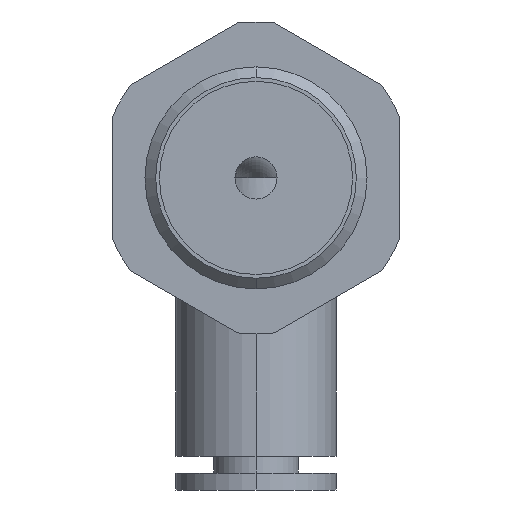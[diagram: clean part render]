
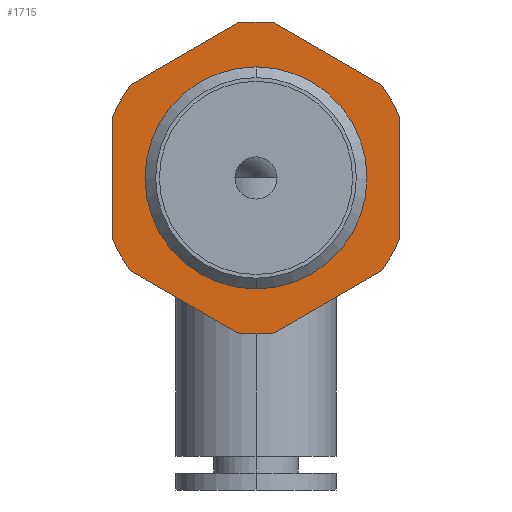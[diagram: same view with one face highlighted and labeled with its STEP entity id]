
A CAD part, front view. The second image highlights one B-rep face of the part: STEP entity #1715.
In plain terms, the highlighted planar face has unit normal (0, -1, 0).
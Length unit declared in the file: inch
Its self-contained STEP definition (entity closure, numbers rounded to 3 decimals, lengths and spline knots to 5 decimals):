
#533=CARTESIAN_POINT('',(0.,-0.65037,0.));
#534=DIRECTION('',(0.,-1.,0.));
#535=DIRECTION('',(0.,0.,1.));
#536=AXIS2_PLACEMENT_3D('',#533,#534,#535);
#538=CARTESIAN_POINT('',(0.,-0.65037,0.));
#539=DIRECTION('',(0.,1.,0.));
#540=DIRECTION('',(0.,0.,1.));
#541=AXIS2_PLACEMENT_3D('',#538,#539,#540);
#543=DIRECTION('',(-0.866,0.,-0.5));
#544=VECTOR('',#543,0.28709);
#545=CARTESIAN_POINT('',(0.29157,-0.65037,
-0.21791));
#546=LINE('',#545,#544);
#547=DIRECTION('',(-0.866,0.,0.5));
#548=VECTOR('',#547,0.28709);
#549=CARTESIAN_POINT('',(-0.04293,-0.65037,
-0.36146));
#550=LINE('',#549,#548);
#551=CARTESIAN_POINT('',(0.,-0.65037,0.));
#552=DIRECTION('',(0.,-1.,0.));
#553=DIRECTION('',(-0.919,0.,-0.394));
#554=AXIS2_PLACEMENT_3D('',#551,#552,#553);
#556=DIRECTION('',(0.,0.,1.));
#557=VECTOR('',#556,0.28709);
#558=CARTESIAN_POINT('',(-0.3345,-0.65037,-0.14355));
#559=LINE('',#558,#557);
#560=CARTESIAN_POINT('',(0.,-0.65037,0.));
#561=DIRECTION('',(0.,-1.,0.));
#562=DIRECTION('',(-0.801,0.,0.599));
#563=AXIS2_PLACEMENT_3D('',#560,#561,#562);
#565=DIRECTION('',(0.866,0.,0.5));
#566=VECTOR('',#565,0.28709);
#567=CARTESIAN_POINT('',(-0.29157,-0.65037,
0.21791));
#568=LINE('',#567,#566);
#569=DIRECTION('',(0.866,0.,-0.5));
#570=VECTOR('',#569,0.28709);
#571=CARTESIAN_POINT('',(0.04293,-0.65037,
0.36146));
#572=LINE('',#571,#570);
#573=CARTESIAN_POINT('',(0.,-0.65037,0.));
#574=DIRECTION('',(0.,1.,0.));
#575=DIRECTION('',(0.801,0.,0.599));
#576=AXIS2_PLACEMENT_3D('',#573,#574,#575);
#578=DIRECTION('',(0.,0.,-1.));
#579=VECTOR('',#578,0.28709);
#580=CARTESIAN_POINT('',(0.3345,-0.65037,0.14355));
#581=LINE('',#580,#579);
#582=CARTESIAN_POINT('',(0.,-0.65037,0.));
#583=DIRECTION('',(0.,1.,0.));
#584=DIRECTION('',(0.919,0.,-0.394));
#585=AXIS2_PLACEMENT_3D('',#582,#583,#584);
#615=CARTESIAN_POINT('',(0.,-0.65037,0.));
#616=DIRECTION('',(0.,-1.,0.));
#617=DIRECTION('',(0.118,0.,0.993));
#618=AXIS2_PLACEMENT_3D('',#615,#616,#617);
#630=CARTESIAN_POINT('',(0.,-0.65037,0.));
#631=DIRECTION('',(0.,-1.,0.));
#632=DIRECTION('',(-0.118,0.,-0.993));
#633=AXIS2_PLACEMENT_3D('',#630,#631,#632);
#1014=CARTESIAN_POINT('',(0.,-0.65037,0.234));
#1016=VERTEX_POINT('',#1014);
#1026=CARTESIAN_POINT('',(0.,-0.65037,-0.234));
#1028=VERTEX_POINT('',#1026);
#1132=CARTESIAN_POINT('',(0.29157,-0.65037,
-0.21791));
#1133=CARTESIAN_POINT('',(0.04293,-0.65037,
-0.36146));
#1134=VERTEX_POINT('',#1132);
#1135=VERTEX_POINT('',#1133);
#1136=CARTESIAN_POINT('',(-0.04293,-0.65037,
-0.36146));
#1137=CARTESIAN_POINT('',(-0.29157,-0.65037,
-0.21791));
#1138=VERTEX_POINT('',#1136);
#1139=VERTEX_POINT('',#1137);
#1140=CARTESIAN_POINT('',(-0.3345,-0.65037,-0.14355));
#1141=CARTESIAN_POINT('',(-0.3345,-0.65037,0.14355));
#1142=VERTEX_POINT('',#1140);
#1143=VERTEX_POINT('',#1141);
#1144=CARTESIAN_POINT('',(-0.29157,-0.65037,
0.21791));
#1145=CARTESIAN_POINT('',(-0.04293,-0.65037,
0.36146));
#1146=VERTEX_POINT('',#1144);
#1147=VERTEX_POINT('',#1145);
#1148=CARTESIAN_POINT('',(0.04293,-0.65037,
0.36146));
#1149=CARTESIAN_POINT('',(0.29157,-0.65037,
0.21791));
#1150=VERTEX_POINT('',#1148);
#1151=VERTEX_POINT('',#1149);
#1152=CARTESIAN_POINT('',(0.3345,-0.65037,0.14355));
#1153=CARTESIAN_POINT('',(0.3345,-0.65037,-0.14355));
#1154=VERTEX_POINT('',#1152);
#1155=VERTEX_POINT('',#1153);
#1680=CARTESIAN_POINT('',(0.,-0.65037,0.));
#1681=DIRECTION('',(0.,1.,0.));
#1682=DIRECTION('',(0.,0.,-1.));
#1683=AXIS2_PLACEMENT_3D('',#1680,#1681,#1682);
#1684=PLANE('',#1683);
#1686=ORIENTED_EDGE('',*,*,#1685,.T.);
#1688=ORIENTED_EDGE('',*,*,#1687,.F.);
#1690=ORIENTED_EDGE('',*,*,#1689,.T.);
#1692=ORIENTED_EDGE('',*,*,#1691,.F.);
#1694=ORIENTED_EDGE('',*,*,#1693,.T.);
#1696=ORIENTED_EDGE('',*,*,#1695,.F.);
#1698=ORIENTED_EDGE('',*,*,#1697,.T.);
#1700=ORIENTED_EDGE('',*,*,#1699,.F.);
#1702=ORIENTED_EDGE('',*,*,#1701,.T.);
#1704=ORIENTED_EDGE('',*,*,#1703,.T.);
#1706=ORIENTED_EDGE('',*,*,#1705,.T.);
#1708=ORIENTED_EDGE('',*,*,#1707,.T.);
#1709=EDGE_LOOP('',(#1686,#1688,#1690,#1692,#1694,#1696,#1698,#1700,#1702,#1704,
#1706,#1708));
#1710=FACE_OUTER_BOUND('',#1709,.F.);
#1711=ORIENTED_EDGE('',*,*,#1673,.F.);
#1712=ORIENTED_EDGE('',*,*,#1662,.T.);
#1713=EDGE_LOOP('',(#1711,#1712));
#1714=FACE_BOUND('',#1713,.F.);
#1715=ADVANCED_FACE('',(#1710,#1714),#1684,.F.);
#537=CIRCLE('',#536,0.234);
#542=CIRCLE('',#541,0.234);
#555=CIRCLE('',#554,0.364);
#564=CIRCLE('',#563,0.364);
#577=CIRCLE('',#576,0.364);
#586=CIRCLE('',#585,0.364);
#619=CIRCLE('',#618,0.364);
#634=CIRCLE('',#633,0.364);
#1662=EDGE_CURVE('',#1016,#1028,#537,.T.);
#1673=EDGE_CURVE('',#1016,#1028,#542,.T.);
#1685=EDGE_CURVE('',#1134,#1135,#546,.T.);
#1687=EDGE_CURVE('',#1138,#1135,#634,.T.);
#1689=EDGE_CURVE('',#1138,#1139,#550,.T.);
#1691=EDGE_CURVE('',#1142,#1139,#555,.T.);
#1693=EDGE_CURVE('',#1142,#1143,#559,.T.);
#1695=EDGE_CURVE('',#1146,#1143,#564,.T.);
#1697=EDGE_CURVE('',#1146,#1147,#568,.T.);
#1699=EDGE_CURVE('',#1150,#1147,#619,.T.);
#1701=EDGE_CURVE('',#1150,#1151,#572,.T.);
#1703=EDGE_CURVE('',#1151,#1154,#577,.T.);
#1705=EDGE_CURVE('',#1154,#1155,#581,.T.);
#1707=EDGE_CURVE('',#1155,#1134,#586,.T.);
